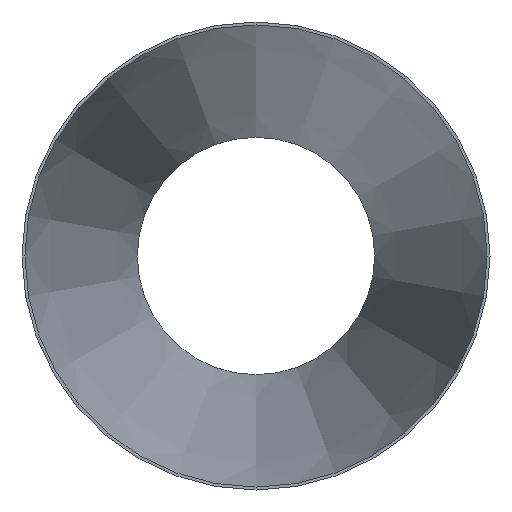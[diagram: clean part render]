
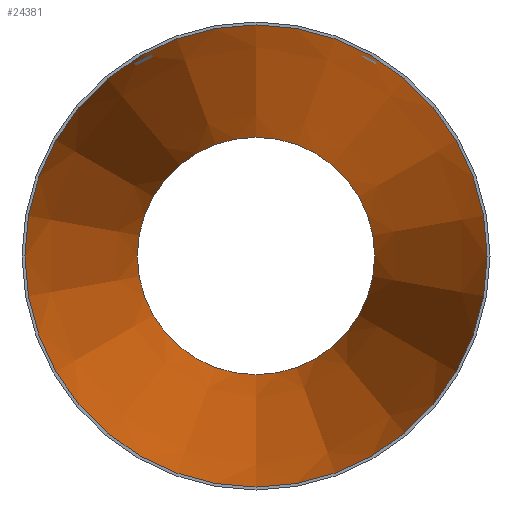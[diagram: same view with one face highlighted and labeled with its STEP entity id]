
A CAD part, front view. The second image highlights one B-rep face of the part: STEP entity #24381.
In plain terms, the highlighted conical face has half-angle 9.458 degrees and reference radius 159.922 mm.
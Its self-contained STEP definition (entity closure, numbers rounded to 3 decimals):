
#998 = CARTESIAN_POINT ( 'NONE',  ( 0., 467., 0. ) ) ;
#1305 = DIRECTION ( 'NONE',  ( 0., 0., -1. ) ) ;
#2503 = FACE_OUTER_BOUND ( 'NONE', #2508, .T. ) ;
#2508 = EDGE_LOOP ( 'NONE', ( #17676 ) ) ;
#4653 = FACE_BOUND ( 'NONE', #30848, .T. ) ;
#7564 = CONICAL_SURFACE ( 'NONE', #18955, 159.922, 0.165 ) ;
#9149 = VERTEX_POINT ( 'NONE', #25345 ) ;
#10156 = CARTESIAN_POINT ( 'NONE',  ( 0., 0., 0. ) ) ;
#10808 = AXIS2_PLACEMENT_3D ( 'NONE', #31045, #14845, #1305 ) ;
#11852 = DIRECTION ( 'NONE',  ( 0., 0., -1. ) ) ;
#12614 = EDGE_CURVE ( 'NONE', #9149, #9149, #12978, .T. ) ;
#12978 = CIRCLE ( 'NONE', #24424, 82.122 ) ;
#14845 = DIRECTION ( 'NONE',  ( 0., -1., 0. ) ) ;
#17173 = CARTESIAN_POINT ( 'NONE',  ( 0., 0., -159.922 ) ) ;
#17664 = CIRCLE ( 'NONE', #10808, 159.922 ) ;
#17676 = ORIENTED_EDGE ( 'NONE', *, *, #18588, .T. ) ;
#18588 = EDGE_CURVE ( 'NONE', #19682, #19682, #17664, .T. ) ;
#18955 = AXIS2_PLACEMENT_3D ( 'NONE', #10156, #21548, #21378 ) ;
#19682 = VERTEX_POINT ( 'NONE', #17173 ) ;
#21378 = DIRECTION ( 'NONE',  ( 0., 0., -1. ) ) ;
#21548 = DIRECTION ( 'NONE',  ( 0., -1., 0. ) ) ;
#24381 = ADVANCED_FACE ( 'NONE', ( #4653, #2503 ), #7564, .F. ) ;
#24424 = AXIS2_PLACEMENT_3D ( 'NONE', #998, #33936, #11852 ) ;
#25345 = CARTESIAN_POINT ( 'NONE',  ( 0., 467., -82.122 ) ) ;
#30848 = EDGE_LOOP ( 'NONE', ( #32956 ) ) ;
#31045 = CARTESIAN_POINT ( 'NONE',  ( 0., 0., 0. ) ) ;
#32956 = ORIENTED_EDGE ( 'NONE', *, *, #12614, .F. ) ;
#33936 = DIRECTION ( 'NONE',  ( 0., -1., 0. ) ) ;
